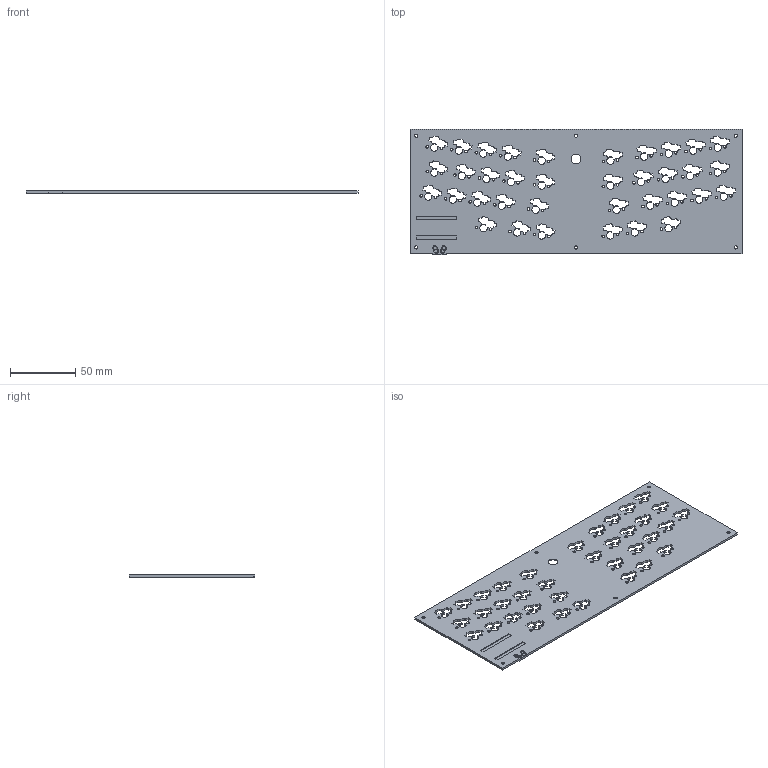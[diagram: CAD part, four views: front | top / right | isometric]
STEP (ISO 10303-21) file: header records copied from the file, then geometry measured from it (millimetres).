
FILE_DESCRIPTION(/* description */ ('STEP AP242','CAx-IF Rec.Pracs.---Representation and Presentation of Product Manufacturing Information (PMI)---4.0---2014-10-13','CAx-IF Rec.Pracs.---3D Tessellated Geometry---0.4---2014-09-14','2;1'),/* implementation_level */ '2;1');
FILE_NAME(/* name */ '6799d0800042d84b6b1eede1',/* time_stamp */ '2025-01-29T06:53:53Z',/* author */ (''),/* organization */ (''),/* preprocessor_version */ 'ST-DEVELOPER v20',/* originating_system */ 'ONSHAPE BY PTC INC, 1.192',/* authorisation */ ' ');
FILE_SCHEMA (('AP242_MANAGED_MODEL_BASED_3D_ENGINEERING_MIM_LF { 1 0 10303 442 1 1 4 }'));
Length unit declared in the file: metre
Products named in the file (1): bottom
Bounding box: 255.32 x 96.4 x 1.7 mm (x, y, z)
Volume: 34596.4 mm3; surface area: 47085.4 mm2
Topology: 1 solids, 1 shells, 1260 faces, 3727 edges, 2483 vertices
Faces by surface type: plane 734, cylinder 521, cone 5
Full cylindrical faces by diameter (mm): 2 x36, 2.45 x6, 2.5 x4, 4.5 x6, 7.4 x1
Entity records: 42234 total; most frequent: CARTESIAN_POINT 7413, ORIENTED_EDGE 7330, DIRECTION 7232, EDGE_CURVE 3665, LINE 2616, VECTOR 2616, VERTEX_POINT 2479, AXIS2_PLACEMENT_3D 2308
